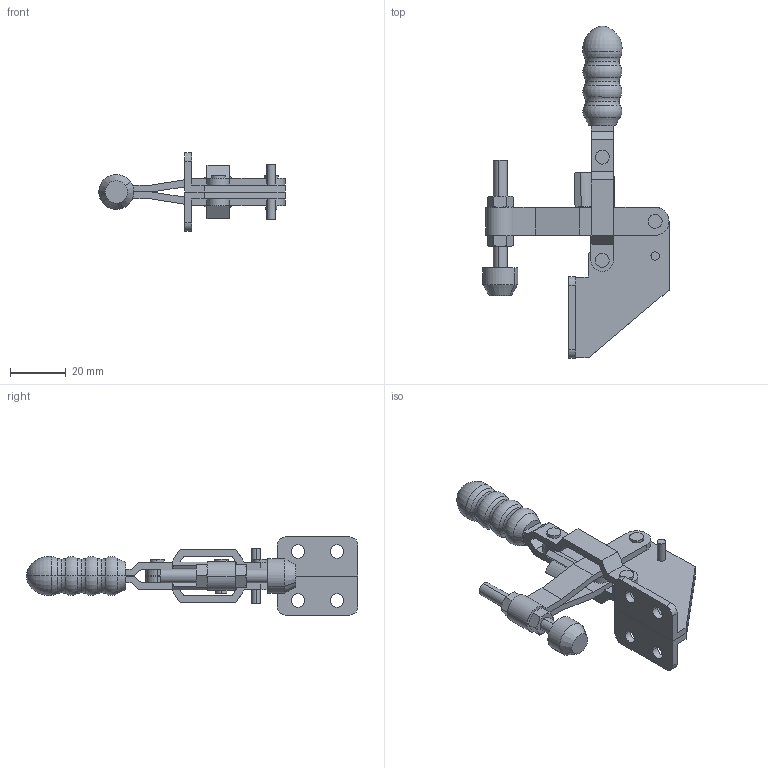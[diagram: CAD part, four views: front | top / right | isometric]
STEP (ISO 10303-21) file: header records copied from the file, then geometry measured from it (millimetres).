
FILE_DESCRIPTION (( 'STEP AP214' ), '1' );
FILE_NAME ('GH-11003-C(Â²¤Æ)-1.STEP', '2020-03-26T06:01:57', ( 'LinWei' ), ( '' ), 'SwSTEP 2.0', 'SolidWorks 2016', '' );
FILE_SCHEMA (( 'AUTOMOTIVE_DESIGN' ));
Length unit declared in the file: millimetre
Products named in the file (6): Group5^GH-11003-C(簡化)-1; Group3^GH-11003-C(簡化)-1; GH-11003-C(簡化)-1; Group4^GH-11003-C(簡化)-1; Group2^GH-11003-C(簡化)-1; 零件82^GH-11003-C(簡化)-1
Assembly tree (5 placements, depth 2):
  GH-11003-C(簡化)-1
    Group3^GH-11003-C(簡化)-1
    Group5^GH-11003-C(簡化)-1
    零件82^GH-11003-C(簡化)-1
    Group2^GH-11003-C(簡化)-1
    Group4^GH-11003-C(簡化)-1
Bounding box: 66.73 x 118.98 x 28 mm (x, y, z)
Volume: 21385.7 mm3; surface area: 15700.4 mm2
Topology: 6 solids, 7 shells, 264 faces, 645 edges, 404 vertices
Faces by surface type: plane 112, cylinder 94, cone 34, torus 24
Entity records: 9124 total; most frequent: CARTESIAN_POINT 1599, DIRECTION 1390, ORIENTED_EDGE 1286, EDGE_CURVE 643, AXIS2_PLACEMENT_3D 539, VERTEX_POINT 404, VECTOR 312, LINE 312
